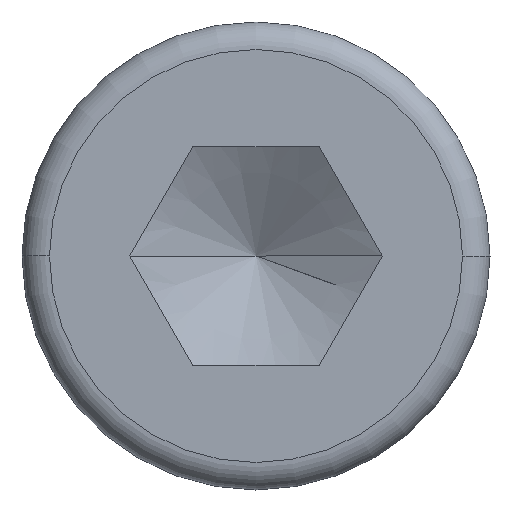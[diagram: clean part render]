
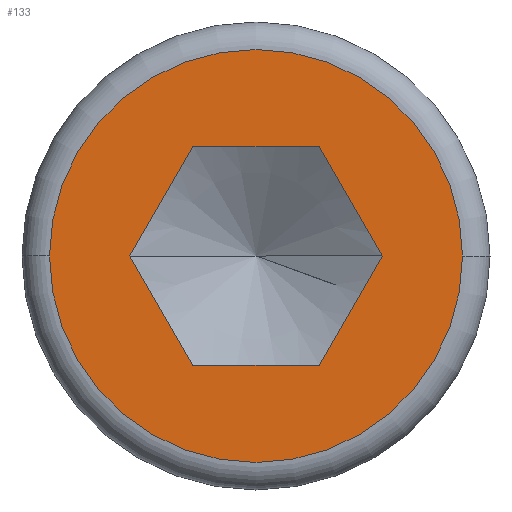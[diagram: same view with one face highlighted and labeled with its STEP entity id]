
A CAD part, left-side view. The second image highlights one B-rep face of the part: STEP entity #133.
In plain terms, the highlighted planar face has unit normal (-1, 0, 0).
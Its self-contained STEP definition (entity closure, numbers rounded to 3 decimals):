
#16 = DIRECTION ( 'NONE',  ( 0., -1., 0. ) ) ;
#17 = VERTEX_POINT ( 'NONE', #172 ) ;
#36 = EDGE_LOOP ( 'NONE', ( #42, #629 ) ) ;
#38 = VERTEX_POINT ( 'NONE', #567 ) ;
#39 = VECTOR ( 'NONE', #624, 1000. ) ;
#42 = ORIENTED_EDGE ( 'NONE', *, *, #530, .T. ) ;
#43 = VERTEX_POINT ( 'NONE', #506 ) ;
#55 = EDGE_LOOP ( 'NONE', ( #313, #410, #93, #125, #476, #150 ) ) ;
#75 = DIRECTION ( 'NONE',  ( 0., 0.5, -0.866 ) ) ;
#76 = CARTESIAN_POINT ( 'NONE',  ( -4., 1.833, 0. ) ) ;
#93 = ORIENTED_EDGE ( 'NONE', *, *, #542, .F. ) ;
#118 = DIRECTION ( 'NONE',  ( -1., 0., 0. ) ) ;
#125 = ORIENTED_EDGE ( 'NONE', *, *, #545, .F. ) ;
#127 = DIRECTION ( 'NONE',  ( 0., 1., 0. ) ) ;
#129 = CARTESIAN_POINT ( 'NONE',  ( -4., 0.917, 1.588 ) ) ;
#133 = ADVANCED_FACE ( 'NONE', ( #285, #237 ), #438, .F. ) ;
#150 = ORIENTED_EDGE ( 'NONE', *, *, #534, .F. ) ;
#172 = CARTESIAN_POINT ( 'NONE',  ( -4., 0.917, -1.588 ) ) ;
#180 = CARTESIAN_POINT ( 'NONE',  ( -4., 3., 0. ) ) ;
#182 = DIRECTION ( 'NONE',  ( 1., 0., 0. ) ) ;
#184 = VECTOR ( 'NONE', #16, 1000. ) ;
#194 = LINE ( 'NONE', #332, #597 ) ;
#199 = VERTEX_POINT ( 'NONE', #576 ) ;
#231 = CARTESIAN_POINT ( 'NONE',  ( -4., 0., 0. ) ) ;
#233 = CARTESIAN_POINT ( 'NONE',  ( -4., 0.917, -1.588 ) ) ;
#237 = FACE_OUTER_BOUND ( 'NONE', #36, .T. ) ;
#269 = DIRECTION ( 'NONE',  ( 0., -1., 0. ) ) ;
#285 = FACE_BOUND ( 'NONE', #55, .T. ) ;
#297 = AXIS2_PLACEMENT_3D ( 'NONE', #231, #621, #269 ) ;
#307 = AXIS2_PLACEMENT_3D ( 'NONE', #433, #118, #508 ) ;
#313 = ORIENTED_EDGE ( 'NONE', *, *, #536, .F. ) ;
#324 = CARTESIAN_POINT ( 'NONE',  ( -4., 1.833, 0. ) ) ;
#326 = VECTOR ( 'NONE', #127, 1000. ) ;
#328 = CARTESIAN_POINT ( 'NONE',  ( -4., -0.917, 1.588 ) ) ;
#332 = CARTESIAN_POINT ( 'NONE',  ( -4., 1.833, 0. ) ) ;
#387 = CIRCLE ( 'NONE', #307, 3. ) ;
#410 = ORIENTED_EDGE ( 'NONE', *, *, #473, .F. ) ;
#414 = VECTOR ( 'NONE', #650, 1000. ) ;
#433 = CARTESIAN_POINT ( 'NONE',  ( -4., 0., 0. ) ) ;
#434 = VERTEX_POINT ( 'NONE', #574 ) ;
#438 = PLANE ( 'NONE',  #499 ) ;
#442 = LINE ( 'NONE', #129, #638 ) ;
#473 = EDGE_CURVE ( 'NONE', #38, #630, #586, .T. ) ;
#476 = ORIENTED_EDGE ( 'NONE', *, *, #548, .F. ) ;
#484 = LINE ( 'NONE', #577, #39 ) ;
#493 = CARTESIAN_POINT ( 'NONE',  ( -4., -1.833, 0. ) ) ;
#499 = AXIS2_PLACEMENT_3D ( 'NONE', #324, #182, #573 ) ;
#506 = CARTESIAN_POINT ( 'NONE',  ( -4., -3., 0. ) ) ;
#508 = DIRECTION ( 'NONE',  ( 0., -1., 0. ) ) ;
#511 = EDGE_CURVE ( 'NONE', #520, #43, #387, .T. ) ;
#515 = LINE ( 'NONE', #328, #326 ) ;
#520 = VERTEX_POINT ( 'NONE', #180 ) ;
#530 = EDGE_CURVE ( 'NONE', #43, #520, #537, .T. ) ;
#534 = EDGE_CURVE ( 'NONE', #434, #199, #515, .T. ) ;
#536 = EDGE_CURVE ( 'NONE', #630, #434, #484, .T. ) ;
#537 = CIRCLE ( 'NONE', #297, 3. ) ;
#542 = EDGE_CURVE ( 'NONE', #17, #38, #620, .T. ) ;
#545 = EDGE_CURVE ( 'NONE', #553, #17, #194, .T. ) ;
#548 = EDGE_CURVE ( 'NONE', #199, #553, #442, .T. ) ;
#553 = VERTEX_POINT ( 'NONE', #76 ) ;
#567 = CARTESIAN_POINT ( 'NONE',  ( -4., -0.917, -1.588 ) ) ;
#573 = DIRECTION ( 'NONE',  ( 0., -1., 0. ) ) ;
#574 = CARTESIAN_POINT ( 'NONE',  ( -4., -0.917, 1.588 ) ) ;
#576 = CARTESIAN_POINT ( 'NONE',  ( -4., 0.917, 1.588 ) ) ;
#577 = CARTESIAN_POINT ( 'NONE',  ( -4., -1.833, 0. ) ) ;
#586 = LINE ( 'NONE', #648, #414 ) ;
#597 = VECTOR ( 'NONE', #674, 1000. ) ;
#620 = LINE ( 'NONE', #233, #184 ) ;
#621 = DIRECTION ( 'NONE',  ( -1., 0., 0. ) ) ;
#624 = DIRECTION ( 'NONE',  ( 0., 0.5, 0.866 ) ) ;
#629 = ORIENTED_EDGE ( 'NONE', *, *, #511, .T. ) ;
#630 = VERTEX_POINT ( 'NONE', #493 ) ;
#638 = VECTOR ( 'NONE', #75, 1000. ) ;
#648 = CARTESIAN_POINT ( 'NONE',  ( -4., -0.917, -1.588 ) ) ;
#650 = DIRECTION ( 'NONE',  ( 0., -0.5, 0.866 ) ) ;
#674 = DIRECTION ( 'NONE',  ( 0., -0.5, -0.866 ) ) ;
